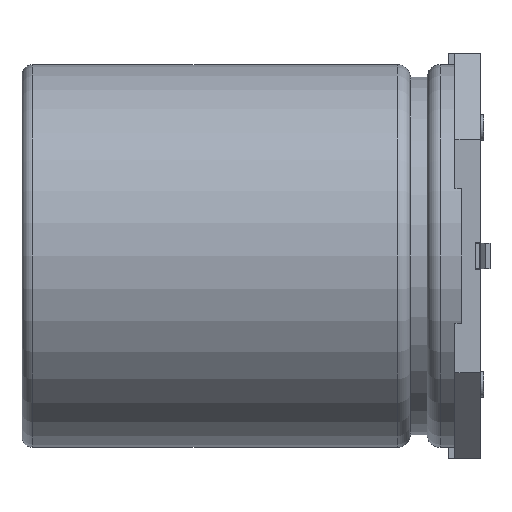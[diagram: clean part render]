
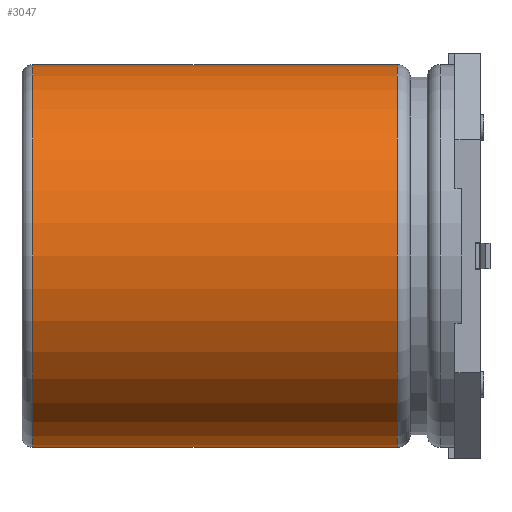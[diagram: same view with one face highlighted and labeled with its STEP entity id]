
A CAD part, left-side view. The second image highlights one B-rep face of the part: STEP entity #3047.
In plain terms, the highlighted cylindrical face has radius 9 mm (diameter 18 mm), a partial arc.
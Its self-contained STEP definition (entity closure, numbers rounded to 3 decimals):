
#15 = EDGE_CURVE ( 'NONE', #1334, #1961, #2580, .T. ) ;
#231 = DIRECTION ( 'NONE',  ( 0., 0., 1. ) ) ;
#307 = CARTESIAN_POINT ( 'NONE',  ( 0., 21.05, -9. ) ) ;
#356 = ORIENTED_EDGE ( 'NONE', *, *, #15, .T. ) ;
#450 = EDGE_LOOP ( 'NONE', ( #2131, #356, #2356, #1876 ) ) ;
#639 = CARTESIAN_POINT ( 'NONE',  ( 0., 3.9, -9. ) ) ;
#699 = DIRECTION ( 'NONE',  ( 0., 1., 0. ) ) ;
#888 = DIRECTION ( 'NONE',  ( 0., 0., 1. ) ) ;
#1003 = EDGE_CURVE ( 'NONE', #2672, #2696, #1348, .T. ) ;
#1018 = VECTOR ( 'NONE', #2125, 1000. ) ;
#1052 = VECTOR ( 'NONE', #2636, 1000. ) ;
#1111 = CARTESIAN_POINT ( 'NONE',  ( 0., 24.605, 0. ) ) ;
#1288 = DIRECTION ( 'NONE',  ( 0., 0., 1. ) ) ;
#1302 = CARTESIAN_POINT ( 'NONE',  ( 0., 3.9, 0. ) ) ;
#1310 = DIRECTION ( 'NONE',  ( 0., 1., 0. ) ) ;
#1334 = VERTEX_POINT ( 'NONE', #639 ) ;
#1348 = CIRCLE ( 'NONE', #2392, 9. ) ;
#1349 = LINE ( 'NONE', #2383, #1018 ) ;
#1544 = EDGE_CURVE ( 'NONE', #1961, #2696, #1349, .T. ) ;
#1588 = AXIS2_PLACEMENT_3D ( 'NONE', #1302, #1310, #1288 ) ;
#1809 = DIRECTION ( 'NONE',  ( 0., 1., 0. ) ) ;
#1876 = ORIENTED_EDGE ( 'NONE', *, *, #1003, .F. ) ;
#1961 = VERTEX_POINT ( 'NONE', #2269 ) ;
#2125 = DIRECTION ( 'NONE',  ( 0., 1., 0. ) ) ;
#2131 = ORIENTED_EDGE ( 'NONE', *, *, #2557, .F. ) ;
#2157 = CARTESIAN_POINT ( 'NONE',  ( 0., 24.605, -9. ) ) ;
#2180 = CARTESIAN_POINT ( 'NONE',  ( 0., 21.05, 9. ) ) ;
#2232 = AXIS2_PLACEMENT_3D ( 'NONE', #1111, #1809, #888 ) ;
#2269 = CARTESIAN_POINT ( 'NONE',  ( 0., 3.9, 9. ) ) ;
#2356 = ORIENTED_EDGE ( 'NONE', *, *, #1544, .T. ) ;
#2383 = CARTESIAN_POINT ( 'NONE',  ( 0., 24.605, 9. ) ) ;
#2392 = AXIS2_PLACEMENT_3D ( 'NONE', #3066, #699, #231 ) ;
#2528 = FACE_OUTER_BOUND ( 'NONE', #450, .T. ) ;
#2557 = EDGE_CURVE ( 'NONE', #1334, #2672, #2956, .T. ) ;
#2580 = CIRCLE ( 'NONE', #1588, 9. ) ;
#2636 = DIRECTION ( 'NONE',  ( 0., 1., 0. ) ) ;
#2672 = VERTEX_POINT ( 'NONE', #307 ) ;
#2696 = VERTEX_POINT ( 'NONE', #2180 ) ;
#2786 = CYLINDRICAL_SURFACE ( 'NONE', #2232, 9. ) ;
#2956 = LINE ( 'NONE', #2157, #1052 ) ;
#3047 = ADVANCED_FACE ( 'NONE', ( #2528 ), #2786, .T. ) ;
#3066 = CARTESIAN_POINT ( 'NONE',  ( 0., 21.05, 0. ) ) ;
